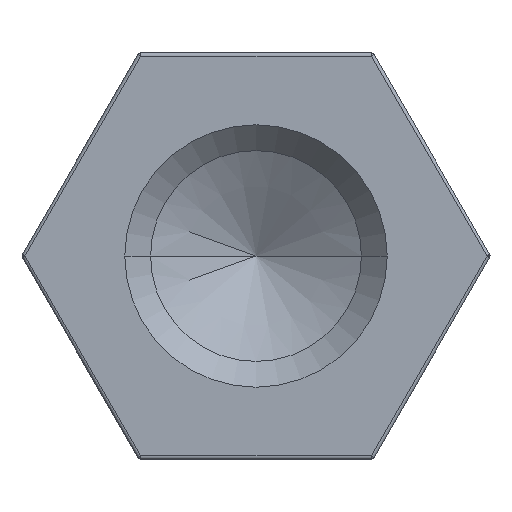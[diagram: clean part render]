
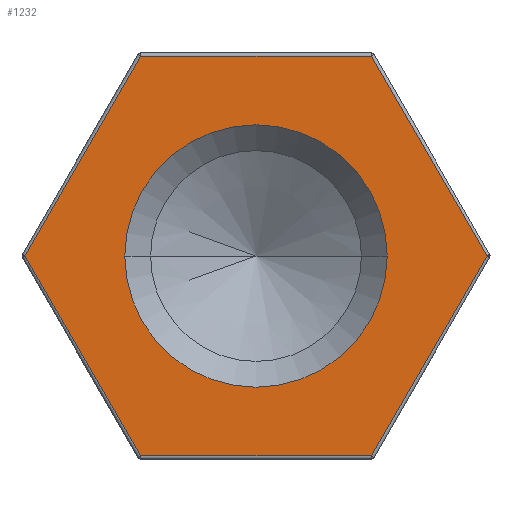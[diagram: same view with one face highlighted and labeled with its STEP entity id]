
A CAD part, left-side view. The second image highlights one B-rep face of the part: STEP entity #1232.
In plain terms, the highlighted planar face has unit normal (-1, 0, 0).
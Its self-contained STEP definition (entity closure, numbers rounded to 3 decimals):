
#9 = DIRECTION ( 'NONE',  ( 0., 1., 0. ) ) ;
#17 = DIRECTION ( 'NONE',  ( 1., 0., 0. ) ) ;
#36 = CARTESIAN_POINT ( 'NONE',  ( 0., 0., 0. ) ) ;
#63 = PLANE ( 'NONE',  #1378 ) ;
#67 = VECTOR ( 'NONE', #500, 1000. ) ;
#71 = LINE ( 'NONE', #456, #67 ) ;
#101 = DIRECTION ( 'NONE',  ( 0., 1., 0. ) ) ;
#117 = DIRECTION ( 'NONE',  ( 1., 0., 0. ) ) ;
#119 = CARTESIAN_POINT ( 'NONE',  ( 0., 0., 0. ) ) ;
#152 = CARTESIAN_POINT ( 'NONE',  ( 0., 3.695, -6.4 ) ) ;
#155 = CARTESIAN_POINT ( 'NONE',  ( 0., 4.2, 0. ) ) ;
#166 = DIRECTION ( 'NONE',  ( 0., -0.5, -0.866 ) ) ;
#168 = LINE ( 'NONE', #566, #530 ) ;
#182 = CARTESIAN_POINT ( 'NONE',  ( 0., 5.543, -3.2 ) ) ;
#237 = CARTESIAN_POINT ( 'NONE',  ( 0., 7.39, 0. ) ) ;
#269 = CARTESIAN_POINT ( 'NONE',  ( 0., -3.695, 6.4 ) ) ;
#298 = DIRECTION ( 'NONE',  ( 0., 0.5, 0.866 ) ) ;
#312 = VECTOR ( 'NONE', #166, 1000. ) ;
#316 = CIRCLE ( 'NONE', #1163, 4.2 ) ;
#330 = CARTESIAN_POINT ( 'NONE',  ( 0., -5.543, 3.2 ) ) ;
#338 = LINE ( 'NONE', #182, #312 ) ;
#340 = VECTOR ( 'NONE', #298, 1000. ) ;
#345 = LINE ( 'NONE', #330, #340 ) ;
#351 = FACE_BOUND ( 'NONE', #945, .T. ) ;
#355 = EDGE_CURVE ( 'NONE', #959, #499, #379, .T. ) ;
#379 = CIRCLE ( 'NONE', #1434, 4.2 ) ;
#387 = FACE_OUTER_BOUND ( 'NONE', #903, .T. ) ;
#402 = LINE ( 'NONE', #754, #712 ) ;
#427 = EDGE_CURVE ( 'NONE', #1125, #598, #345, .T. ) ;
#441 = VERTEX_POINT ( 'NONE', #237 ) ;
#456 = CARTESIAN_POINT ( 'NONE',  ( 0., 0., 6.4 ) ) ;
#487 = EDGE_CURVE ( 'NONE', #441, #522, #338, .T. ) ;
#499 = VERTEX_POINT ( 'NONE', #155 ) ;
#500 = DIRECTION ( 'NONE',  ( 0., 1., 0. ) ) ;
#513 = CARTESIAN_POINT ( 'NONE',  ( 0., -7.39, 0. ) ) ;
#522 = VERTEX_POINT ( 'NONE', #152 ) ;
#530 = VECTOR ( 'NONE', #1327, 1000. ) ;
#537 = EDGE_CURVE ( 'NONE', #499, #959, #316, .T. ) ;
#566 = CARTESIAN_POINT ( 'NONE',  ( 0., -5.543, -3.2 ) ) ;
#598 = VERTEX_POINT ( 'NONE', #269 ) ;
#618 = CARTESIAN_POINT ( 'NONE',  ( 0., 5.543, 3.2 ) ) ;
#674 = DIRECTION ( 'NONE',  ( 0., 1., 0. ) ) ;
#680 = DIRECTION ( 'NONE',  ( 1., 0., 0. ) ) ;
#683 = CARTESIAN_POINT ( 'NONE',  ( 0., 0., 0. ) ) ;
#688 = ORIENTED_EDGE ( 'NONE', *, *, #427, .T. ) ;
#690 = ORIENTED_EDGE ( 'NONE', *, *, #1148, .T. ) ;
#712 = VECTOR ( 'NONE', #737, 1000. ) ;
#730 = ORIENTED_EDGE ( 'NONE', *, *, #1407, .T. ) ;
#731 = ORIENTED_EDGE ( 'NONE', *, *, #487, .T. ) ;
#737 = DIRECTION ( 'NONE',  ( 0., -1., 0. ) ) ;
#742 = ORIENTED_EDGE ( 'NONE', *, *, #1028, .T. ) ;
#743 = ORIENTED_EDGE ( 'NONE', *, *, #1288, .T. ) ;
#754 = CARTESIAN_POINT ( 'NONE',  ( 0., 0., -6.4 ) ) ;
#777 = ORIENTED_EDGE ( 'NONE', *, *, #537, .T. ) ;
#783 = DIRECTION ( 'NONE',  ( 0., 0.5, -0.866 ) ) ;
#785 = ORIENTED_EDGE ( 'NONE', *, *, #355, .T. ) ;
#816 = VERTEX_POINT ( 'NONE', #1235 ) ;
#878 = VERTEX_POINT ( 'NONE', #1153 ) ;
#903 = EDGE_LOOP ( 'NONE', ( #688, #690, #730, #731, #742, #743 ) ) ;
#945 = EDGE_LOOP ( 'NONE', ( #777, #785 ) ) ;
#959 = VERTEX_POINT ( 'NONE', #960 ) ;
#960 = CARTESIAN_POINT ( 'NONE',  ( 0., -4.2, 0. ) ) ;
#1028 = EDGE_CURVE ( 'NONE', #522, #878, #402, .T. ) ;
#1125 = VERTEX_POINT ( 'NONE', #513 ) ;
#1148 = EDGE_CURVE ( 'NONE', #598, #816, #71, .T. ) ;
#1153 = CARTESIAN_POINT ( 'NONE',  ( 0., -3.695, -6.4 ) ) ;
#1160 = LINE ( 'NONE', #618, #1436 ) ;
#1163 = AXIS2_PLACEMENT_3D ( 'NONE', #119, #117, #101 ) ;
#1232 = ADVANCED_FACE ( 'NONE', ( #387, #351 ), #63, .F. ) ;
#1235 = CARTESIAN_POINT ( 'NONE',  ( 0., 3.695, 6.4 ) ) ;
#1288 = EDGE_CURVE ( 'NONE', #878, #1125, #168, .T. ) ;
#1327 = DIRECTION ( 'NONE',  ( 0., -0.5, 0.866 ) ) ;
#1378 = AXIS2_PLACEMENT_3D ( 'NONE', #36, #17, #9 ) ;
#1407 = EDGE_CURVE ( 'NONE', #816, #441, #1160, .T. ) ;
#1434 = AXIS2_PLACEMENT_3D ( 'NONE', #683, #680, #674 ) ;
#1436 = VECTOR ( 'NONE', #783, 1000. ) ;
